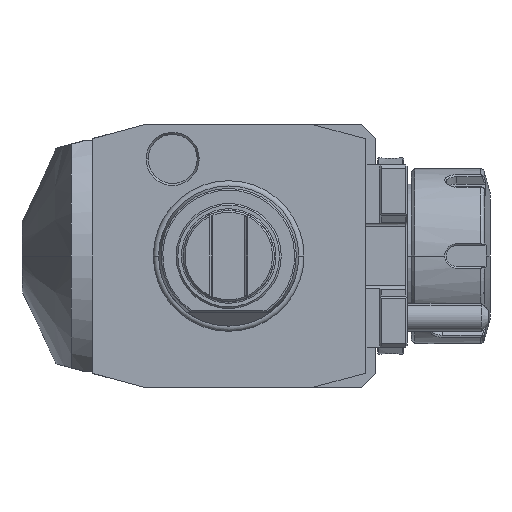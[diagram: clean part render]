
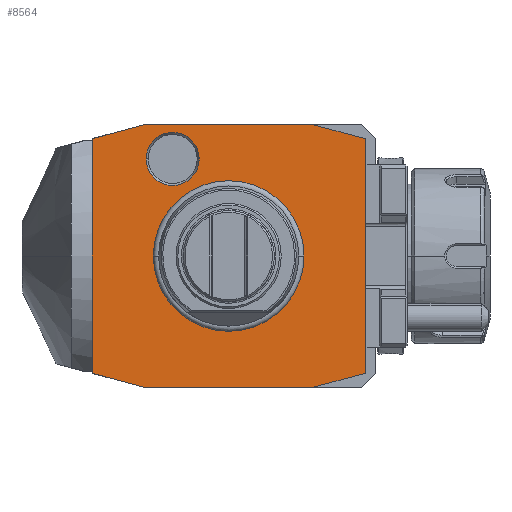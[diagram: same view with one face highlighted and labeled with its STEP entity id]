
A CAD part, front view. The second image highlights one B-rep face of the part: STEP entity #8564.
In plain terms, the highlighted planar face has unit normal (0, -1, 0).
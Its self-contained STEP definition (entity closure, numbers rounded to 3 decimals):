
#1=DIRECTION('',(0.966,0.,-0.259));
#2=VECTOR('',#1,15.529);
#3=CARTESIAN_POINT('',(-39.,0.,-33.481));
#4=LINE('',#3,#2);
#5=DIRECTION('',(0.,0.,-1.));
#6=VECTOR('',#5,66.962);
#7=CARTESIAN_POINT('',(-39.,0.,33.481));
#8=LINE('',#7,#6);
#9=DIRECTION('',(-0.966,0.,-0.259));
#10=VECTOR('',#9,15.529);
#11=CARTESIAN_POINT('',(-24.,0.,37.5));
#12=LINE('',#11,#10);
#13=DIRECTION('',(-1.,0.,0.));
#14=VECTOR('',#13,48.);
#15=CARTESIAN_POINT('',(24.,0.,37.5));
#16=LINE('',#15,#14);
#17=DIRECTION('',(-0.966,0.,0.259));
#18=VECTOR('',#17,15.529);
#19=CARTESIAN_POINT('',(39.,0.,33.481));
#20=LINE('',#19,#18);
#21=DIRECTION('',(0.,0.,1.));
#22=VECTOR('',#21,66.962);
#23=CARTESIAN_POINT('',(39.,0.,-33.481));
#24=LINE('',#23,#22);
#25=DIRECTION('',(0.966,0.,0.259));
#26=VECTOR('',#25,15.529);
#27=CARTESIAN_POINT('',(24.,0.,-37.5));
#28=LINE('',#27,#26);
#29=DIRECTION('',(1.,0.,0.));
#30=VECTOR('',#29,48.);
#31=CARTESIAN_POINT('',(-24.,0.,-37.5));
#32=LINE('',#31,#30);
#33=CARTESIAN_POINT('',(-16.,0.,27.713));
#34=DIRECTION('',(0.,1.,0.));
#35=DIRECTION('',(1.,0.,0.));
#36=AXIS2_PLACEMENT_3D('',#33,#34,#35);
#38=CARTESIAN_POINT('',(-16.,0.,27.713));
#39=DIRECTION('',(0.,1.,0.));
#40=DIRECTION('',(-1.,0.,0.));
#41=AXIS2_PLACEMENT_3D('',#38,#39,#40);
#5439=CARTESIAN_POINT('',(0.,0.,0.));
#5440=DIRECTION('',(0.,-1.,0.));
#5441=DIRECTION('',(1.,0.,0.));
#5442=AXIS2_PLACEMENT_3D('',#5439,#5440,#5441);
#5444=CARTESIAN_POINT('',(0.,0.,0.));
#5445=DIRECTION('',(0.,-1.,0.));
#5446=DIRECTION('',(-1.,0.,0.));
#5447=AXIS2_PLACEMENT_3D('',#5444,#5445,#5446);
#7632=CARTESIAN_POINT('',(-8.423,0.,
27.713));
#7633=CARTESIAN_POINT('',(-23.577,0.,
27.713));
#7634=VERTEX_POINT('',#7632);
#7635=VERTEX_POINT('',#7633);
#8363=CARTESIAN_POINT('',(-39.,0.,-33.481));
#8364=CARTESIAN_POINT('',(-24.,0.,-37.5));
#8365=VERTEX_POINT('',#8363);
#8366=VERTEX_POINT('',#8364);
#8367=CARTESIAN_POINT('',(24.,0.,-37.5));
#8368=VERTEX_POINT('',#8367);
#8369=CARTESIAN_POINT('',(39.,0.,-33.481));
#8370=VERTEX_POINT('',#8369);
#8371=CARTESIAN_POINT('',(39.,0.,33.481));
#8372=VERTEX_POINT('',#8371);
#8373=CARTESIAN_POINT('',(24.,0.,37.5));
#8374=VERTEX_POINT('',#8373);
#8375=CARTESIAN_POINT('',(-24.,0.,37.5));
#8376=VERTEX_POINT('',#8375);
#8377=CARTESIAN_POINT('',(-39.,0.,33.481));
#8378=VERTEX_POINT('',#8377);
#8391=CARTESIAN_POINT('',(21.137,0.,0.));
#8392=CARTESIAN_POINT('',(-21.137,0.,0.));
#8393=VERTEX_POINT('',#8391);
#8394=VERTEX_POINT('',#8392);
#8529=CARTESIAN_POINT('',(0.,0.,0.));
#8530=DIRECTION('',(0.,-1.,0.));
#8531=DIRECTION('',(-1.,0.,0.));
#8532=AXIS2_PLACEMENT_3D('',#8529,#8530,#8531);
#8533=PLANE('',#8532);
#8535=ORIENTED_EDGE('',*,*,#8534,.F.);
#8537=ORIENTED_EDGE('',*,*,#8536,.F.);
#8539=ORIENTED_EDGE('',*,*,#8538,.F.);
#8541=ORIENTED_EDGE('',*,*,#8540,.F.);
#8543=ORIENTED_EDGE('',*,*,#8542,.F.);
#8545=ORIENTED_EDGE('',*,*,#8544,.F.);
#8547=ORIENTED_EDGE('',*,*,#8546,.F.);
#8549=ORIENTED_EDGE('',*,*,#8548,.F.);
#8550=EDGE_LOOP('',(#8535,#8537,#8539,#8541,#8543,#8545,#8547,#8549));
#8551=FACE_OUTER_BOUND('',#8550,.F.);
#8553=ORIENTED_EDGE('',*,*,#8552,.T.);
#8555=ORIENTED_EDGE('',*,*,#8554,.T.);
#8556=EDGE_LOOP('',(#8553,#8555));
#8557=FACE_BOUND('',#8556,.F.);
#8559=ORIENTED_EDGE('',*,*,#8558,.F.);
#8561=ORIENTED_EDGE('',*,*,#8560,.F.);
#8562=EDGE_LOOP('',(#8559,#8561));
#8563=FACE_BOUND('',#8562,.F.);
#37=CIRCLE('',#36,7.577);
#42=CIRCLE('',#41,7.577);
#5443=CIRCLE('',#5442,21.137);
#5448=CIRCLE('',#5447,21.137);
#8534=EDGE_CURVE('',#8365,#8366,#4,.T.);
#8536=EDGE_CURVE('',#8378,#8365,#8,.T.);
#8538=EDGE_CURVE('',#8376,#8378,#12,.T.);
#8540=EDGE_CURVE('',#8374,#8376,#16,.T.);
#8542=EDGE_CURVE('',#8372,#8374,#20,.T.);
#8544=EDGE_CURVE('',#8370,#8372,#24,.T.);
#8546=EDGE_CURVE('',#8368,#8370,#28,.T.);
#8548=EDGE_CURVE('',#8366,#8368,#32,.T.);
#8552=EDGE_CURVE('',#8393,#8394,#5443,.T.);
#8554=EDGE_CURVE('',#8394,#8393,#5448,.T.);
#8558=EDGE_CURVE('',#7634,#7635,#37,.T.);
#8560=EDGE_CURVE('',#7635,#7634,#42,.T.);
#8564=ADVANCED_FACE('',(#8551,#8557,#8563),#8533,.T.);
